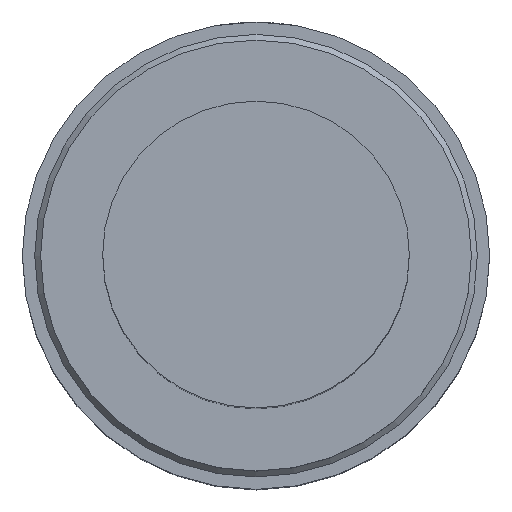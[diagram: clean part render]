
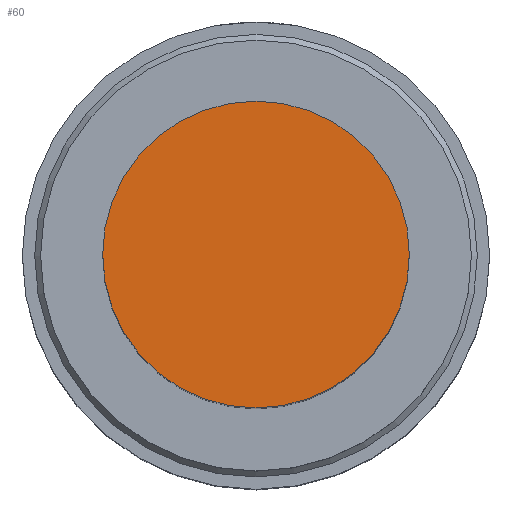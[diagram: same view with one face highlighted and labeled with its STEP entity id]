
A CAD part, top view. The second image highlights one B-rep face of the part: STEP entity #60.
In plain terms, the highlighted planar face has unit normal (0, 0, 1).
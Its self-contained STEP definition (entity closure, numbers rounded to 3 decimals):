
#60=ADVANCED_FACE('240[2]',(#142),#143,.T.);
#99=EDGE_CURVE('240[2]',#205,#205,#206,.T.);
#142=FACE_OUTER_BOUND('',#249,.T.);
#143=PLANE('',#250);
#205=VERTEX_POINT('',#457);
#206=CIRCLE('',#458,21.0);
#249=EDGE_LOOP('',(#495));
#250=AXIS2_PLACEMENT_3D('',#496,#497,#498);
#457=CARTESIAN_POINT('',(0.,21.0,80.0));
#458=AXIS2_PLACEMENT_3D('',#564,#565,#566);
#495=ORIENTED_EDGE('',*,*,#99,.F.);
#496=CARTESIAN_POINT('',(0.,10.5,80.0));
#497=DIRECTION('',(0.,0.,1.0));
#498=DIRECTION('',(1.0,0.,0.0));
#564=CARTESIAN_POINT('',(0.,0.,80.0));
#565=DIRECTION('',(0.,0.,-1.0));
#566=DIRECTION('',(0.,1.0,0.));
